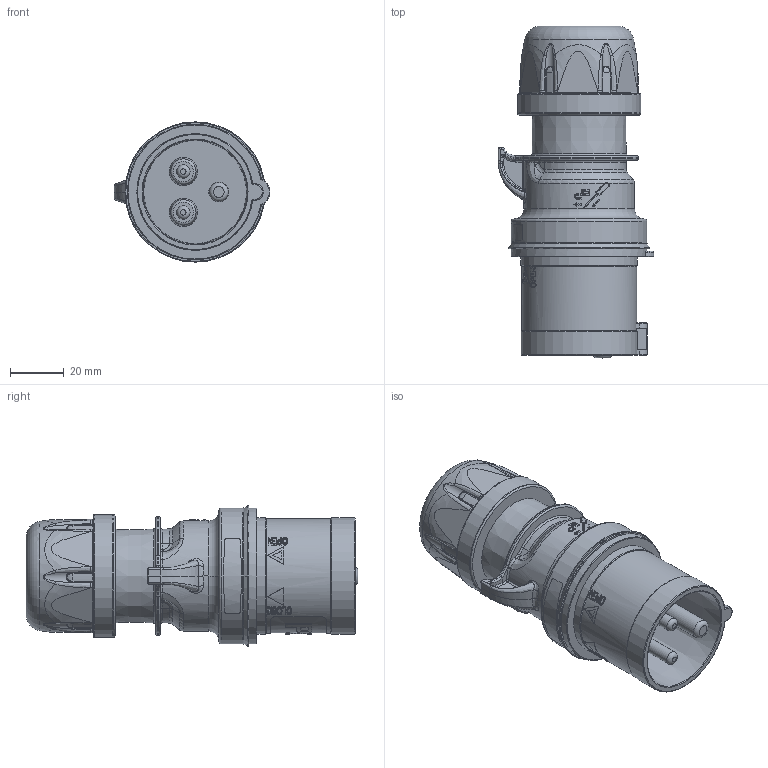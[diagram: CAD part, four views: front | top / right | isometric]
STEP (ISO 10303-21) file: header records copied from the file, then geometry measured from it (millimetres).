
FILE_DESCRIPTION (( 'STEP AP203' ), '1' );
FILE_NAME ('013-6.STEP', '2017-11-23T10:07:27', ( '' ), ( '' ), 'SwSTEP 2.0', 'SolidWorks 2016', '' );
FILE_SCHEMA (( 'CONFIG_CONTROL_DESIGN' ));
Length unit declared in the file: millimetre
Products named in the file (1): 013-6
Bounding box: 57.68 x 123 x 52 mm (x, y, z)
Volume: 131731.8 mm3; surface area: 28795.9 mm2
Topology: 1 solids, 1 shells, 648 faces, 1589 edges, 965 vertices
Faces by surface type: bspline 207, plane 175, cylinder 134, torus 81, cone 33, sphere 18
Full cylindrical faces by diameter (mm): 5 x2, 7 x1, 42.564 x1, 43.2 x1, 45.6 x1, 50.2 x2, 52 x1
Entity records: 29515 total; most frequent: CARTESIAN_POINT 16234, ORIENTED_EDGE 3040, DIRECTION 2323, EDGE_CURVE 1520, VERTEX_POINT 945, AXIS2_PLACEMENT_3D 938, EDGE_LOOP 717, FACE_OUTER_BOUND 671
